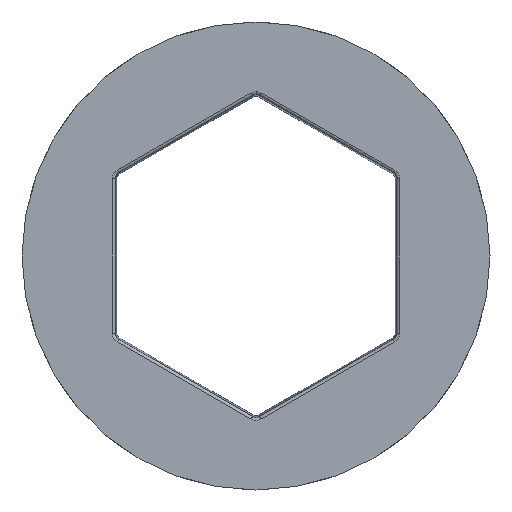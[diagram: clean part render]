
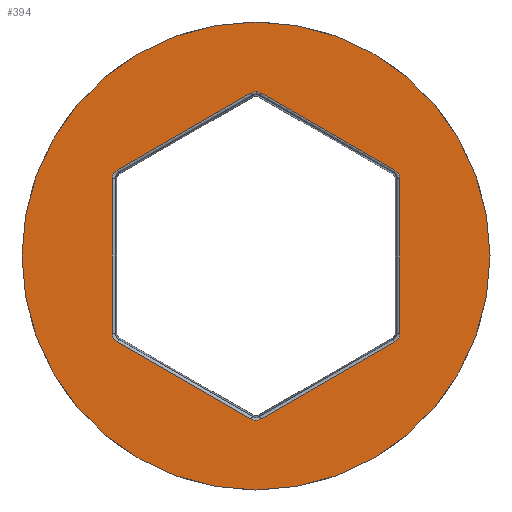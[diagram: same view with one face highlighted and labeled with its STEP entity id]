
A CAD part, front view. The second image highlights one B-rep face of the part: STEP entity #394.
In plain terms, the highlighted planar face has unit normal (0, -1, 0).
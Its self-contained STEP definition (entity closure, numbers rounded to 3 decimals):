
#34 = DIRECTION ( 'NONE',  ( 0., 0., -1. ) ) ;
#54 = CIRCLE ( 'NONE', #226, 0.35 ) ;
#62 = DIRECTION ( 'NONE',  ( 0., 0., 1. ) ) ;
#91 = CARTESIAN_POINT ( 'NONE',  ( 0.175, 0., -5.571 ) ) ;
#107 = AXIS2_PLACEMENT_3D ( 'NONE', #2368, #2805, #2382 ) ;
#113 = VERTEX_POINT ( 'NONE', #263 ) ;
#139 = CARTESIAN_POINT ( 'NONE',  ( -2.456, 0., -4.254 ) ) ;
#214 = ORIENTED_EDGE ( 'NONE', *, *, #1895, .T. ) ;
#221 = FACE_BOUND ( 'NONE', #2599, .T. ) ;
#226 = AXIS2_PLACEMENT_3D ( 'NONE', #289, #2740, #1183 ) ;
#252 = LINE ( 'NONE', #1858, #2551 ) ;
#263 = CARTESIAN_POINT ( 'NONE',  ( 0.175, 0., 5.571 ) ) ;
#271 = VERTEX_POINT ( 'NONE', #610 ) ;
#289 = CARTESIAN_POINT ( 'NONE',  ( -4.563, 0., 2.634 ) ) ;
#299 = DIRECTION ( 'NONE',  ( 0., 0., 1. ) ) ;
#316 = ORIENTED_EDGE ( 'NONE', *, *, #349, .T. ) ;
#349 = EDGE_CURVE ( 'NONE', #2246, #113, #1008, .T. ) ;
#380 = CARTESIAN_POINT ( 'NONE',  ( -2.456, 0., 4.254 ) ) ;
#394 = ADVANCED_FACE ( 'NONE', ( #1081, #221 ), #1997, .F. ) ;
#424 = ORIENTED_EDGE ( 'NONE', *, *, #2572, .T. ) ;
#429 = EDGE_CURVE ( 'NONE', #555, #2246, #2659, .T. ) ;
#482 = CARTESIAN_POINT ( 'NONE',  ( 0., 0., 5.268 ) ) ;
#527 = AXIS2_PLACEMENT_3D ( 'NONE', #2536, #1434, #2329 ) ;
#532 = DIRECTION ( 'NONE',  ( 0., 1., 0. ) ) ;
#555 = VERTEX_POINT ( 'NONE', #1660 ) ;
#584 = CARTESIAN_POINT ( 'NONE',  ( -4.737, 0., 2.937 ) ) ;
#589 = CIRCLE ( 'NONE', #1058, 0.35 ) ;
#610 = CARTESIAN_POINT ( 'NONE',  ( -4.912, 0., 2.634 ) ) ;
#657 = LINE ( 'NONE', #2020, #1401 ) ;
#666 = DIRECTION ( 'NONE',  ( 0., 1., 0. ) ) ;
#686 = DIRECTION ( 'NONE',  ( -0.866, 0., -0.5 ) ) ;
#696 = CIRCLE ( 'NONE', #1170, 0.35 ) ;
#736 = DIRECTION ( 'NONE',  ( 0.866, 0., -0.5 ) ) ;
#743 = ORIENTED_EDGE ( 'NONE', *, *, #2773, .F. ) ;
#777 = DIRECTION ( 'NONE',  ( 0., 0., 1. ) ) ;
#817 = AXIS2_PLACEMENT_3D ( 'NONE', #2012, #2662, #1954 ) ;
#823 = EDGE_CURVE ( 'NONE', #1861, #1198, #589, .T. ) ;
#835 = DIRECTION ( 'NONE',  ( 0., 0., 1. ) ) ;
#839 = CIRCLE ( 'NONE', #107, 8. ) ;
#844 = ORIENTED_EDGE ( 'NONE', *, *, #2666, .T. ) ;
#937 = CARTESIAN_POINT ( 'NONE',  ( 4.912, 0., 0. ) ) ;
#938 = EDGE_CURVE ( 'NONE', #1108, #1299, #1503, .T. ) ;
#954 = ORIENTED_EDGE ( 'NONE', *, *, #938, .F. ) ;
#967 = CARTESIAN_POINT ( 'NONE',  ( 0., 0., -8. ) ) ;
#977 = ORIENTED_EDGE ( 'NONE', *, *, #823, .T. ) ;
#1008 = CIRCLE ( 'NONE', #2713, 0.35 ) ;
#1034 = VECTOR ( 'NONE', #34, 1000. ) ;
#1036 = DIRECTION ( 'NONE',  ( -0.866, 0., 0.5 ) ) ;
#1058 = AXIS2_PLACEMENT_3D ( 'NONE', #2257, #2070, #299 ) ;
#1081 = FACE_OUTER_BOUND ( 'NONE', #1331, .T. ) ;
#1108 = VERTEX_POINT ( 'NONE', #967 ) ;
#1139 = CARTESIAN_POINT ( 'NONE',  ( 4.912, 0., 2.634 ) ) ;
#1170 = AXIS2_PLACEMENT_3D ( 'NONE', #1898, #1883, #777 ) ;
#1172 = VECTOR ( 'NONE', #1036, 1000. ) ;
#1183 = DIRECTION ( 'NONE',  ( 0., 0., 1. ) ) ;
#1198 = VERTEX_POINT ( 'NONE', #2310 ) ;
#1235 = CARTESIAN_POINT ( 'NONE',  ( -4.737, 0., -2.937 ) ) ;
#1273 = VERTEX_POINT ( 'NONE', #584 ) ;
#1279 = VERTEX_POINT ( 'NONE', #1458 ) ;
#1280 = CARTESIAN_POINT ( 'NONE',  ( 0., 0., 8. ) ) ;
#1299 = VERTEX_POINT ( 'NONE', #1280 ) ;
#1305 = CIRCLE ( 'NONE', #527, 0.35 ) ;
#1331 = EDGE_LOOP ( 'NONE', ( #743, #954 ) ) ;
#1363 = VERTEX_POINT ( 'NONE', #1139 ) ;
#1401 = VECTOR ( 'NONE', #686, 1000. ) ;
#1434 = DIRECTION ( 'NONE',  ( 0., 1., 0. ) ) ;
#1458 = CARTESIAN_POINT ( 'NONE',  ( 4.737, 0., -2.937 ) ) ;
#1481 = VECTOR ( 'NONE', #835, 1000. ) ;
#1482 = LINE ( 'NONE', #380, #1994 ) ;
#1503 = CIRCLE ( 'NONE', #1972, 8. ) ;
#1529 = ORIENTED_EDGE ( 'NONE', *, *, #2595, .T. ) ;
#1580 = DIRECTION ( 'NONE',  ( 0., 1., 0. ) ) ;
#1660 = CARTESIAN_POINT ( 'NONE',  ( -0.175, 0., 5.571 ) ) ;
#1661 = CARTESIAN_POINT ( 'NONE',  ( 0., 0., 5.618 ) ) ;
#1675 = EDGE_CURVE ( 'NONE', #2051, #1363, #1710, .T. ) ;
#1677 = LINE ( 'NONE', #139, #1172 ) ;
#1710 = CIRCLE ( 'NONE', #1903, 0.35 ) ;
#1731 = CARTESIAN_POINT ( 'NONE',  ( -0.175, 0., -5.571 ) ) ;
#1756 = CARTESIAN_POINT ( 'NONE',  ( 4.563, 0., 2.634 ) ) ;
#1787 = ORIENTED_EDGE ( 'NONE', *, *, #2445, .T. ) ;
#1828 = CARTESIAN_POINT ( 'NONE',  ( 4.912, 0., -2.634 ) ) ;
#1858 = CARTESIAN_POINT ( 'NONE',  ( 2.456, 0., 4.254 ) ) ;
#1861 = VERTEX_POINT ( 'NONE', #1235 ) ;
#1883 = DIRECTION ( 'NONE',  ( 0., 1., 0. ) ) ;
#1895 = EDGE_CURVE ( 'NONE', #2477, #1279, #696, .T. ) ;
#1898 = CARTESIAN_POINT ( 'NONE',  ( 4.563, 0., -2.634 ) ) ;
#1903 = AXIS2_PLACEMENT_3D ( 'NONE', #1756, #1580, #2004 ) ;
#1954 = DIRECTION ( 'NONE',  ( 1., 0., 0. ) ) ;
#1972 = AXIS2_PLACEMENT_3D ( 'NONE', #2704, #2483, #2023 ) ;
#1978 = ORIENTED_EDGE ( 'NONE', *, *, #2227, .T. ) ;
#1994 = VECTOR ( 'NONE', #2545, 1000. ) ;
#1997 = PLANE ( 'NONE',  #817 ) ;
#2004 = DIRECTION ( 'NONE',  ( 0., 0., 1. ) ) ;
#2012 = CARTESIAN_POINT ( 'NONE',  ( 0., 0., 0. ) ) ;
#2014 = CARTESIAN_POINT ( 'NONE',  ( 4.737, 0., 2.937 ) ) ;
#2020 = CARTESIAN_POINT ( 'NONE',  ( 2.456, 0., -4.254 ) ) ;
#2023 = DIRECTION ( 'NONE',  ( 0., 0., 1. ) ) ;
#2040 = ORIENTED_EDGE ( 'NONE', *, *, #2126, .T. ) ;
#2051 = VERTEX_POINT ( 'NONE', #2014 ) ;
#2070 = DIRECTION ( 'NONE',  ( 0., 1., 0. ) ) ;
#2071 = EDGE_CURVE ( 'NONE', #271, #1273, #54, .T. ) ;
#2110 = VERTEX_POINT ( 'NONE', #91 ) ;
#2117 = CARTESIAN_POINT ( 'NONE',  ( -4.912, 0., 0. ) ) ;
#2126 = EDGE_CURVE ( 'NONE', #2110, #2332, #1305, .T. ) ;
#2156 = AXIS2_PLACEMENT_3D ( 'NONE', #482, #532, #62 ) ;
#2223 = EDGE_CURVE ( 'NONE', #1198, #271, #2765, .T. ) ;
#2227 = EDGE_CURVE ( 'NONE', #2332, #1861, #1677, .T. ) ;
#2237 = LINE ( 'NONE', #937, #1034 ) ;
#2246 = VERTEX_POINT ( 'NONE', #1661 ) ;
#2257 = CARTESIAN_POINT ( 'NONE',  ( -4.563, 0., -2.634 ) ) ;
#2300 = ORIENTED_EDGE ( 'NONE', *, *, #2223, .T. ) ;
#2310 = CARTESIAN_POINT ( 'NONE',  ( -4.912, 0., -2.634 ) ) ;
#2314 = ORIENTED_EDGE ( 'NONE', *, *, #2071, .T. ) ;
#2329 = DIRECTION ( 'NONE',  ( 0., 0., 1. ) ) ;
#2332 = VERTEX_POINT ( 'NONE', #1731 ) ;
#2368 = CARTESIAN_POINT ( 'NONE',  ( 0., 0., 0. ) ) ;
#2371 = ORIENTED_EDGE ( 'NONE', *, *, #429, .T. ) ;
#2381 = CARTESIAN_POINT ( 'NONE',  ( 0., 0., 5.268 ) ) ;
#2382 = DIRECTION ( 'NONE',  ( 0., 0., 1. ) ) ;
#2445 = EDGE_CURVE ( 'NONE', #113, #2051, #252, .T. ) ;
#2477 = VERTEX_POINT ( 'NONE', #1828 ) ;
#2483 = DIRECTION ( 'NONE',  ( 0., 1., 0. ) ) ;
#2536 = CARTESIAN_POINT ( 'NONE',  ( 0., 0., -5.268 ) ) ;
#2545 = DIRECTION ( 'NONE',  ( 0.866, 0., 0.5 ) ) ;
#2551 = VECTOR ( 'NONE', #736, 1000. ) ;
#2572 = EDGE_CURVE ( 'NONE', #1273, #555, #1482, .T. ) ;
#2595 = EDGE_CURVE ( 'NONE', #1279, #2110, #657, .T. ) ;
#2599 = EDGE_LOOP ( 'NONE', ( #1978, #977, #2300, #2314, #424, #2371, #316, #1787, #2848, #844, #214, #1529, #2040 ) ) ;
#2605 = DIRECTION ( 'NONE',  ( 0., 0., 1. ) ) ;
#2659 = CIRCLE ( 'NONE', #2156, 0.35 ) ;
#2662 = DIRECTION ( 'NONE',  ( 0., 1., 0. ) ) ;
#2666 = EDGE_CURVE ( 'NONE', #1363, #2477, #2237, .T. ) ;
#2704 = CARTESIAN_POINT ( 'NONE',  ( 0., 0., 0. ) ) ;
#2713 = AXIS2_PLACEMENT_3D ( 'NONE', #2381, #666, #2605 ) ;
#2740 = DIRECTION ( 'NONE',  ( 0., 1., 0. ) ) ;
#2765 = LINE ( 'NONE', #2117, #1481 ) ;
#2773 = EDGE_CURVE ( 'NONE', #1299, #1108, #839, .T. ) ;
#2805 = DIRECTION ( 'NONE',  ( 0., 1., 0. ) ) ;
#2848 = ORIENTED_EDGE ( 'NONE', *, *, #1675, .T. ) ;
